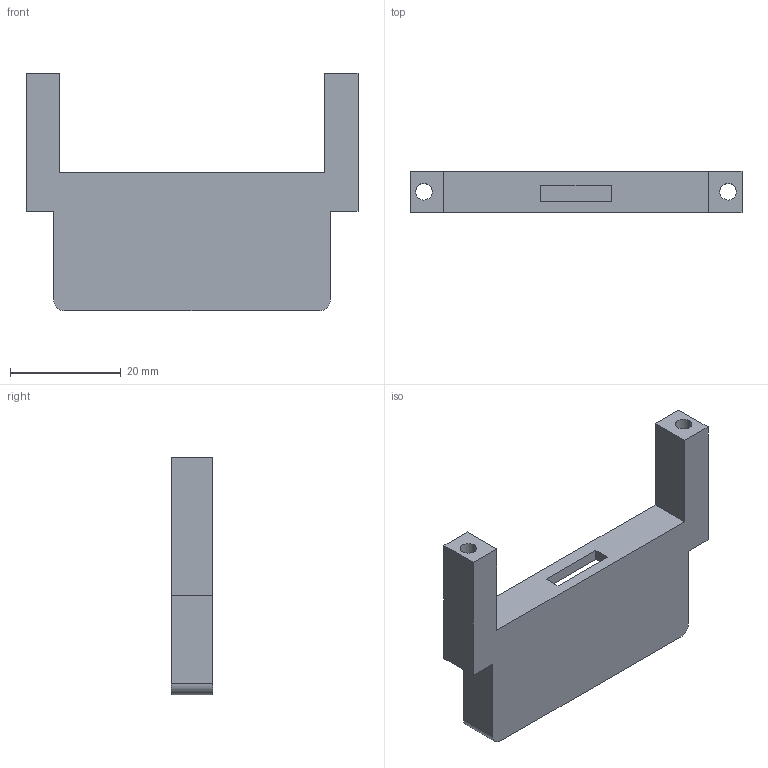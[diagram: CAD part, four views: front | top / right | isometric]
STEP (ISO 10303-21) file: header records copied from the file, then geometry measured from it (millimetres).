
FILE_DESCRIPTION (( 'STEP AP214' ), '1' );
FILE_NAME ('閉汒疏狟.STEP', '2025-05-28T06:57:00', ( '' ), ( '' ), 'SwSTEP 2.0', 'SolidWorks 2022', '' );
FILE_SCHEMA (( 'AUTOMOTIVE_DESIGN' ));
Length unit declared in the file: millimetre
Products named in the file (1): 閉汒疏狟
Bounding box: 60 x 7.5 x 43 mm (x, y, z)
Volume: 5996 mm3; surface area: 6316.6 mm2
Topology: 1 solids, 1 shells, 62 faces, 156 edges, 104 vertices
Faces by surface type: plane 38, cylinder 24
Entity records: 1914 total; most frequent: DIRECTION 330, CARTESIAN_POINT 323, ORIENTED_EDGE 312, EDGE_CURVE 156, AXIS2_PLACEMENT_3D 111, LINE 108, VECTOR 108, VERTEX_POINT 104
